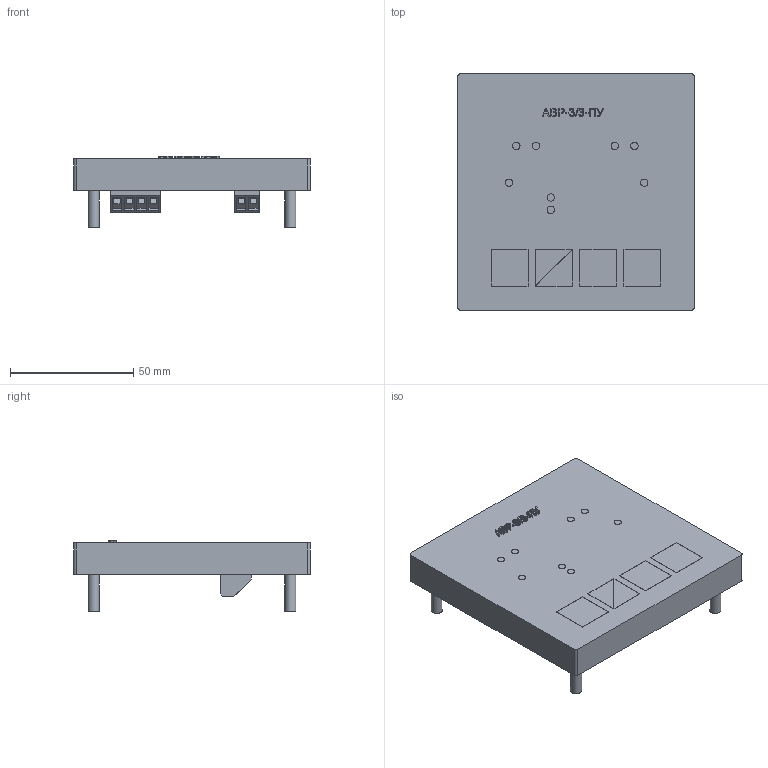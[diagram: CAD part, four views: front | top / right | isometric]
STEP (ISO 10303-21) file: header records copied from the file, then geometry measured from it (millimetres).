
FILE_DESCRIPTION(('STEP AP214'), '1');
FILE_NAME('ﾀﾂﾐ-3_3-ﾏﾓ', '', ('UNSPECIFIED'), ('UNSPECIFIED'), 'ASCON STEP Converter 1.3', 'ASCON Math Kernel', '');
FILE_SCHEMA(('AUTOMOTIVE_DESIGN { 1 0 10303 214 3 1 1}'));
Length unit declared in the file: millimetre
Products named in the file (1): 玹襖.752000.832
Bounding box: 96 x 96 x 29 mm (x, y, z)
Volume: 46731.3 mm3; surface area: 45831.1 mm2
Topology: 1 solids, 2 shells, 558 faces, 1509 edges, 1006 vertices
Faces by surface type: cylinder 290, plane 268
Full cylindrical faces by diameter (mm): 3 x8, 3.5 x6, 4.5 x4
Entity records: 22168 total; most frequent: DIRECTION 3213, CARTESIAN_POINT 3056, ORIENTED_EDGE 2982, EDGE_CURVE 1491, AXIS2_PLACEMENT_3D 1163, VERTEX_POINT 1006, LINE 887, VECTOR 887
